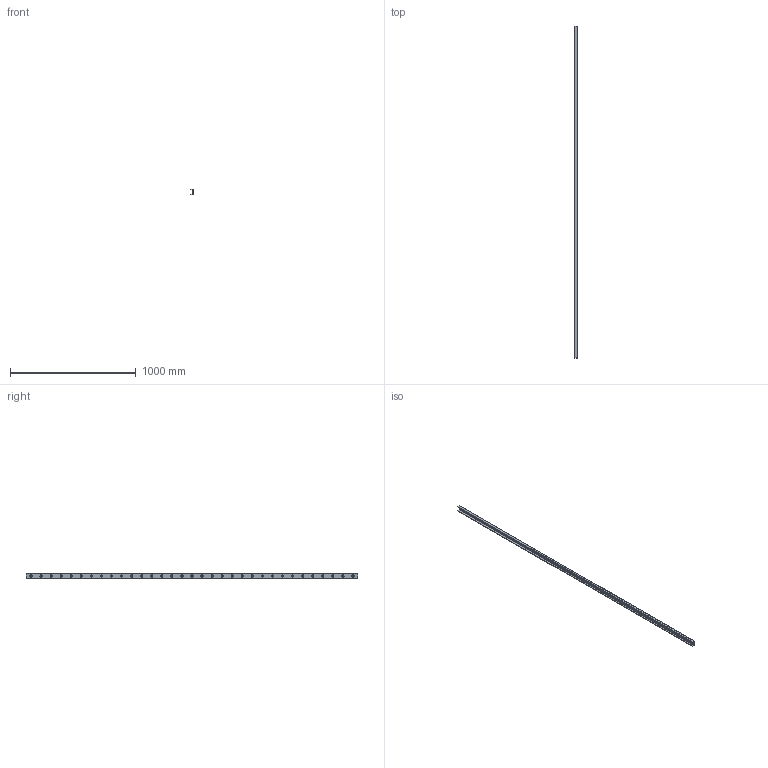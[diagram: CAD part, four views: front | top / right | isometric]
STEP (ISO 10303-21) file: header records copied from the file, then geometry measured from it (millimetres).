
FILE_DESCRIPTION( ( 'Unknown' ), '1' );
FILE_NAME( 'LCU43-2640V.stp', 'Unknown', ( 'Unknown' ), ( 'Unknown' ), 'PSStep 17.0.49', 'Unknown', ' ' );
FILE_SCHEMA( ( 'AUTOMOTIVE_DESIGN { 1 0 10303 214 1 1 1 1 }' ) );
Length unit declared in the file: millimetre
Products named in the file (1): 1
Bounding box: 21 x 2640 x 43 mm (x, y, z)
Volume: 846826.7 mm3; surface area: 417361.2 mm2
Topology: 1 solids, 1 shells, 82 faces, 240 edges, 160 vertices
Faces by surface type: cylinder 39, cone 33, plane 10
Full cylindrical faces by diameter (mm): 9 x33
Entity records: 2952 total; most frequent: DIRECTION 418, CARTESIAN_POINT 351, ORIENTED_EDGE 282, EDGE_LOOP 214, AXIS2_PLACEMENT_3D 194, EDGE_CURVE 141, VERTEX_POINT 127, FACE_OUTER_BOUND 115
